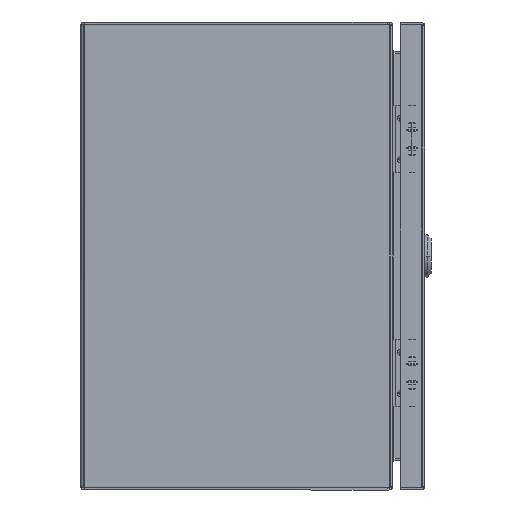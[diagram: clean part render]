
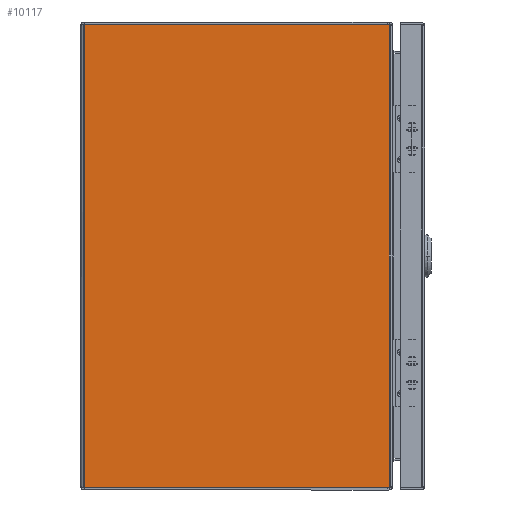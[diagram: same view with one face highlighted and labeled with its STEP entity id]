
A CAD part, left-side view. The second image highlights one B-rep face of the part: STEP entity #10117.
In plain terms, the highlighted planar face has unit normal (-1, 0, 0).
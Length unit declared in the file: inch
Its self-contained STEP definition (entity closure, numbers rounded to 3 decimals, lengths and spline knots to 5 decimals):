
#548 = CARTESIAN_POINT ( 'NONE',  ( -12., -0.086, 5.94289 ) ) ;
#993 = CARTESIAN_POINT ( 'NONE',  ( -12., -0.057, 41.4415 ) ) ;
#1066 = DIRECTION ( 'NONE',  ( 0., 1., 0. ) ) ;
#1116 = EDGE_CURVE ( 'NONE', #20891, #19802, #20458, .T. ) ;
#1223 = EDGE_CURVE ( 'NONE', #1289, #12199, #19675, .T. ) ;
#1289 = VERTEX_POINT ( 'NONE', #17732 ) ;
#1788 = DIRECTION ( 'NONE',  ( 0., 1., 0. ) ) ;
#2341 = VECTOR ( 'NONE', #1066, 39.37008 ) ;
#2430 = AXIS2_PLACEMENT_3D ( 'NONE', #14765, #3281, #1788 ) ;
#2610 = DIRECTION ( 'NONE',  ( 1., 0., 0. ) ) ;
#3005 = CARTESIAN_POINT ( 'NONE',  ( -12., -7.914, 41.4415 ) ) ;
#3281 = DIRECTION ( 'NONE',  ( 1., 0., 0. ) ) ;
#3460 = EDGE_CURVE ( 'NONE', #12199, #20891, #15905, .T. ) ;
#4523 = DIRECTION ( 'NONE',  ( 0., 0., -1. ) ) ;
#4742 = VECTOR ( 'NONE', #4523, 39.37008 ) ;
#4810 = VERTEX_POINT ( 'NONE', #17030 ) ;
#5361 = EDGE_CURVE ( 'NONE', #19802, #14649, #15370, .T. ) ;
#5521 = CARTESIAN_POINT ( 'NONE',  ( -12., -0.086, -5.914 ) ) ;
#5954 = FACE_OUTER_BOUND ( 'NONE', #18121, .T. ) ;
#5984 = EDGE_CURVE ( 'NONE', #14649, #4810, #6765, .T. ) ;
#6406 = EDGE_CURVE ( 'NONE', #4810, #1289, #18329, .T. ) ;
#6765 = LINE ( 'NONE', #19775, #13526 ) ;
#6828 = AXIS2_PLACEMENT_3D ( 'NONE', #993, #2610, #10732 ) ;
#6912 = VECTOR ( 'NONE', #13752, 39.37008 ) ;
#8176 = DIRECTION ( 'NONE',  ( 0., 1., 0. ) ) ;
#9308 = ORIENTED_EDGE ( 'NONE', *, *, #1116, .F. ) ;
#9706 = AXIS2_PLACEMENT_3D ( 'NONE', #16077, #13059, #8176 ) ;
#9885 = ORIENTED_EDGE ( 'NONE', *, *, #5361, .F. ) ;
#10117 = ADVANCED_FACE ( 'NONE', ( #5954 ), #11053, .F. ) ;
#10732 = DIRECTION ( 'NONE',  ( 0., 1., 0. ) ) ;
#11053 = PLANE ( 'NONE',  #6828 ) ;
#12199 = VERTEX_POINT ( 'NONE', #20929 ) ;
#13059 = DIRECTION ( 'NONE',  ( 1., 0., 0. ) ) ;
#13526 = VECTOR ( 'NONE', #19980, 39.37008 ) ;
#13752 = DIRECTION ( 'NONE',  ( 0., 0., 1. ) ) ;
#14646 = ORIENTED_EDGE ( 'NONE', *, *, #3460, .F. ) ;
#14649 = VERTEX_POINT ( 'NONE', #548 ) ;
#14765 = CARTESIAN_POINT ( 'NONE',  ( -12., -7.85242, 5.69289 ) ) ;
#14988 = ORIENTED_EDGE ( 'NONE', *, *, #6406, .F. ) ;
#15370 = LINE ( 'NONE', #5521, #6912 ) ;
#15674 = CARTESIAN_POINT ( 'NONE',  ( -12., -0.057, -5.94289 ) ) ;
#15905 = CIRCLE ( 'NONE', #9706, 0.25 ) ;
#16077 = CARTESIAN_POINT ( 'NONE',  ( -12., -7.85242, -5.69289 ) ) ;
#16319 = ORIENTED_EDGE ( 'NONE', *, *, #1223, .F. ) ;
#16391 = ORIENTED_EDGE ( 'NONE', *, *, #5984, .F. ) ;
#16555 = CARTESIAN_POINT ( 'NONE',  ( -12., -7.85242, -5.94289 ) ) ;
#17030 = CARTESIAN_POINT ( 'NONE',  ( -12., -7.85242, 5.94289 ) ) ;
#17732 = CARTESIAN_POINT ( 'NONE',  ( -12., -7.914, 5.93519 ) ) ;
#18121 = EDGE_LOOP ( 'NONE', ( #14988, #16391, #9885, #9308, #14646, #16319 ) ) ;
#18329 = CIRCLE ( 'NONE', #2430, 0.25 ) ;
#19675 = LINE ( 'NONE', #3005, #4742 ) ;
#19775 = CARTESIAN_POINT ( 'NONE',  ( -12., -0.057, 5.94289 ) ) ;
#19802 = VERTEX_POINT ( 'NONE', #20786 ) ;
#19980 = DIRECTION ( 'NONE',  ( 0., -1., 0. ) ) ;
#20458 = LINE ( 'NONE', #15674, #2341 ) ;
#20786 = CARTESIAN_POINT ( 'NONE',  ( -12., -0.086, -5.94289 ) ) ;
#20891 = VERTEX_POINT ( 'NONE', #16555 ) ;
#20929 = CARTESIAN_POINT ( 'NONE',  ( -12., -7.914, -5.93519 ) ) ;
